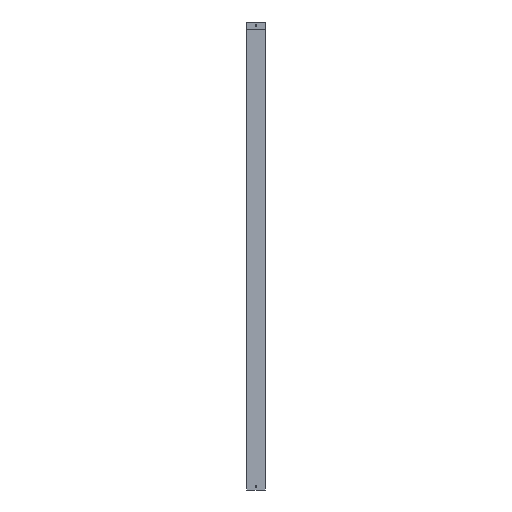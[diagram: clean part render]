
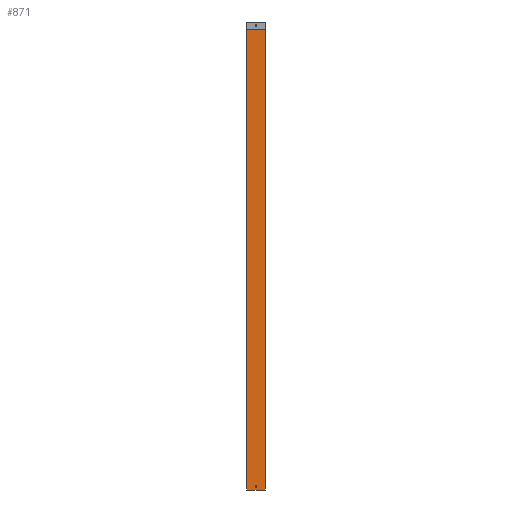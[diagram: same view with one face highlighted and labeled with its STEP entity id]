
A CAD part, front view. The second image highlights one B-rep face of the part: STEP entity #871.
In plain terms, the highlighted planar face has unit normal (0, -1, 0).
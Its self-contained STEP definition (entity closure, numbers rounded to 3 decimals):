
#12 = AXIS2_PLACEMENT_3D ( 'NONE', #488, #492, #493 ) ;
#47 = AXIS2_PLACEMENT_3D ( 'NONE', #766, #767, #768 ) ;
#77 = EDGE_CURVE ( 'NONE', #1047, #1036, #1068, .T. ) ;
#153 = EDGE_CURVE ( 'NONE', #999, #993, #1343, .T. ) ;
#156 = EDGE_CURVE ( 'NONE', #1552, #1552, #1349, .T. ) ;
#157 = EDGE_CURVE ( 'NONE', #999, #1047, #1352, .T. ) ;
#158 = EDGE_CURVE ( 'NONE', #993, #1036, #1351, .T. ) ;
#284 = CARTESIAN_POINT ( 'NONE',  ( 40., 0., 1969. ) ) ;
#291 = DIRECTION ( 'NONE',  ( 0., 0., -1. ) ) ;
#337 = EDGE_LOOP ( 'NONE', ( #1653 ) ) ;
#340 = EDGE_LOOP ( 'NONE', ( #1654, #1655, #1656, #1657 ) ) ;
#486 = PLANE ( 'NONE',  #12 ) ;
#488 = CARTESIAN_POINT ( 'NONE',  ( -40., 0., 1969. ) ) ;
#492 = DIRECTION ( 'NONE',  ( 0., 1., 0. ) ) ;
#493 = DIRECTION ( 'NONE',  ( 0., 0., 1. ) ) ;
#751 = CARTESIAN_POINT ( 'NONE',  ( -40., 0., 1969. ) ) ;
#752 = DIRECTION ( 'NONE',  ( 0., 0., -1. ) ) ;
#761 = CARTESIAN_POINT ( 'NONE',  ( -40., 0., 1968. ) ) ;
#763 = CARTESIAN_POINT ( 'NONE',  ( -40., 0., 0. ) ) ;
#766 = CARTESIAN_POINT ( 'NONE',  ( 0., 0., 15. ) ) ;
#767 = DIRECTION ( 'NONE',  ( 0., -1., 0. ) ) ;
#768 = DIRECTION ( 'NONE',  ( 0., 0., 1. ) ) ;
#769 = DIRECTION ( 'NONE',  ( 1., 0., 0. ) ) ;
#770 = DIRECTION ( 'NONE',  ( 1., 0., 0. ) ) ;
#871 = ADVANCED_FACE ( 'NONE', ( #1481, #1485 ), #486, .F. ) ;
#993 = VERTEX_POINT ( 'NONE', #1250 ) ;
#999 = VERTEX_POINT ( 'NONE', #1256 ) ;
#1036 = VERTEX_POINT ( 'NONE', #1293 ) ;
#1047 = VERTEX_POINT ( 'NONE', #1304 ) ;
#1068 = LINE ( 'NONE', #284, #1075 ) ;
#1075 = VECTOR ( 'NONE', #291, 1000. ) ;
#1250 = CARTESIAN_POINT ( 'NONE',  ( -40., 0., 0. ) ) ;
#1256 = CARTESIAN_POINT ( 'NONE',  ( -40., 0., 1968. ) ) ;
#1293 = CARTESIAN_POINT ( 'NONE',  ( 40., 0., 0. ) ) ;
#1304 = CARTESIAN_POINT ( 'NONE',  ( 40., 0., 1968. ) ) ;
#1311 = CARTESIAN_POINT ( 'NONE',  ( 0., 0., 18.5 ) ) ;
#1343 = LINE ( 'NONE', #751, #1345 ) ;
#1345 = VECTOR ( 'NONE', #752, 1000. ) ;
#1349 = CIRCLE ( 'NONE', #47, 3.5 ) ;
#1351 = LINE ( 'NONE', #763, #1353 ) ;
#1352 = LINE ( 'NONE', #761, #1354 ) ;
#1353 = VECTOR ( 'NONE', #770, 1000. ) ;
#1354 = VECTOR ( 'NONE', #769, 1000. ) ;
#1481 = FACE_BOUND ( 'NONE', #337, .T. ) ;
#1485 = FACE_OUTER_BOUND ( 'NONE', #340, .T. ) ;
#1552 = VERTEX_POINT ( 'NONE', #1311 ) ;
#1653 = ORIENTED_EDGE ( 'NONE', *, *, #156, .F. ) ;
#1654 = ORIENTED_EDGE ( 'NONE', *, *, #77, .F. ) ;
#1655 = ORIENTED_EDGE ( 'NONE', *, *, #157, .F. ) ;
#1656 = ORIENTED_EDGE ( 'NONE', *, *, #153, .T. ) ;
#1657 = ORIENTED_EDGE ( 'NONE', *, *, #158, .T. ) ;
